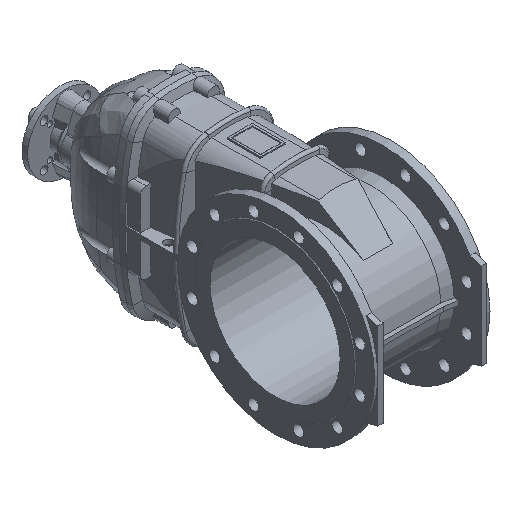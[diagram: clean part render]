
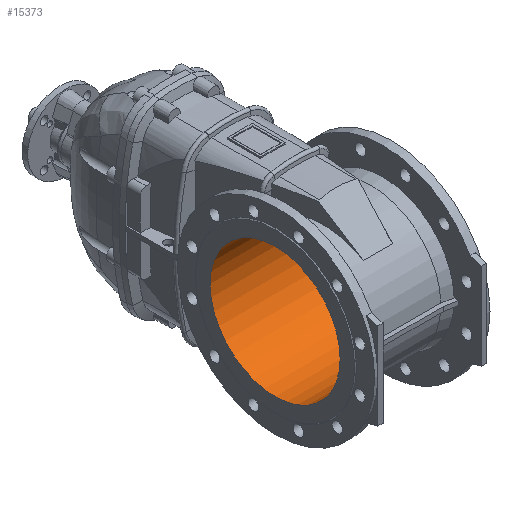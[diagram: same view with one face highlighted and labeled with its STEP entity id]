
A CAD part, isometric view. The second image highlights one B-rep face of the part: STEP entity #15373.
In plain terms, the highlighted cylindrical face has radius 150 mm (diameter 300 mm), a full revolution.
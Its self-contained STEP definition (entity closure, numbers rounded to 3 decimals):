
#3065 = AXIS2_PLACEMENT_3D ( 'NONE', #7034, #7035, #7036 ) ;
#3172 = AXIS2_PLACEMENT_3D ( 'NONE', #13379, #13380, #13381 ) ;
#3304 = AXIS2_PLACEMENT_3D ( 'NONE', #11480, #11481, #11479 ) ;
#4184 = CARTESIAN_POINT ( 'NONE',  ( -135., 0., 150. ) ) ;
#4240 = CARTESIAN_POINT ( 'NONE',  ( 135., 0., -150. ) ) ;
#4513 = ORIENTED_EDGE ( 'NONE', *, *, #5214, .F. ) ;
#4525 = ORIENTED_EDGE ( 'NONE', *, *, #12725, .T. ) ;
#5214 = EDGE_CURVE ( 'NONE', #9748, #9748, #13101, .T. ) ;
#7034 = CARTESIAN_POINT ( 'NONE',  ( -135., 0., 0. ) ) ;
#7035 = DIRECTION ( 'NONE',  ( 1., 0., 0. ) ) ;
#7036 = DIRECTION ( 'NONE',  ( 0., 0., 1. ) ) ;
#9748 = VERTEX_POINT ( 'NONE', #4184 ) ;
#9778 = VERTEX_POINT ( 'NONE', #4240 ) ;
#9992 = EDGE_LOOP ( 'NONE', ( #4525 ) ) ;
#10126 = EDGE_LOOP ( 'NONE', ( #4513 ) ) ;
#10783 = CIRCLE ( 'NONE', #3172, 150. ) ;
#11068 = FACE_OUTER_BOUND ( 'NONE', #9992, .T. ) ;
#11075 = FACE_OUTER_BOUND ( 'NONE', #10126, .T. ) ;
#11077 = CYLINDRICAL_SURFACE ( 'NONE', #3304, 150. ) ;
#11479 = DIRECTION ( 'NONE',  ( 0., 0., -1. ) ) ;
#11480 = CARTESIAN_POINT ( 'NONE',  ( -559.264, 0., 0. ) ) ;
#11481 = DIRECTION ( 'NONE',  ( 1., 0., 0. ) ) ;
#12725 = EDGE_CURVE ( 'NONE', #9778, #9778, #10783, .T. ) ;
#13101 = CIRCLE ( 'NONE', #3065, 150. ) ;
#13379 = CARTESIAN_POINT ( 'NONE',  ( 135., 0., 0. ) ) ;
#13380 = DIRECTION ( 'NONE',  ( 1., 0., 0. ) ) ;
#13381 = DIRECTION ( 'NONE',  ( 0., 0., -1. ) ) ;
#15373 = ADVANCED_FACE ( 'NONE', ( #11068, #11075 ), #11077, .F. ) ;
